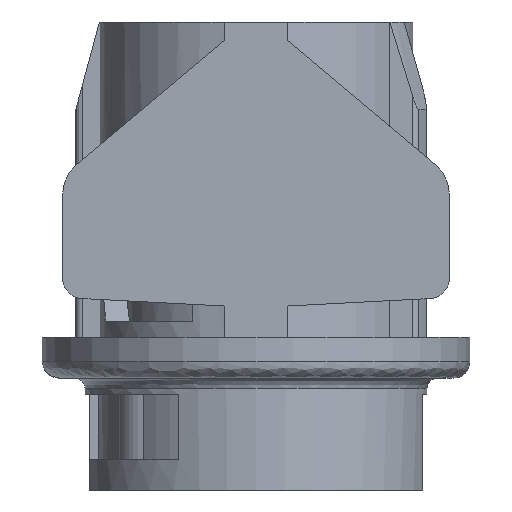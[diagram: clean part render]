
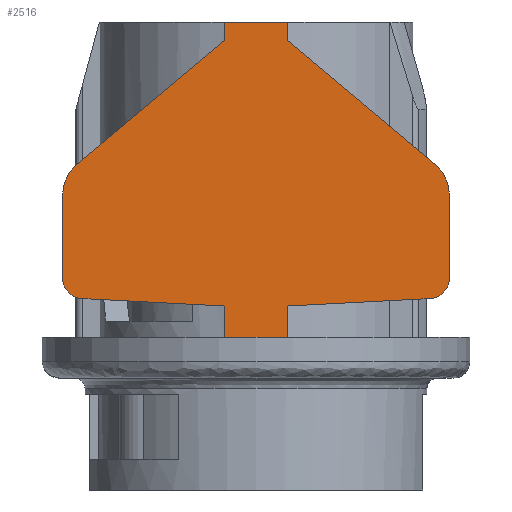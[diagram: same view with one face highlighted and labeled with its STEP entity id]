
A CAD part, front view. The second image highlights one B-rep face of the part: STEP entity #2516.
In plain terms, the highlighted planar face has unit normal (0, -1, 0).
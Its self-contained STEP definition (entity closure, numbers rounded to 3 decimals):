
#2285=FACE_OUTER_BOUND('',#3233,.T.);
#2516=ADVANCED_FACE('12-0-14',(#2285),#2726,.T.);
#2726=PLANE('',#7061);
#3233=EDGE_LOOP('',(#4975,#4976,#4977,#4978,#4979,#4980,#4981,#4982,#4983,
#4984,#4985,#4986,#4987,#4988,#4989,#4990));
#3617=LINE('',#10005,#4000);
#3624=LINE('',#10023,#4007);
#3651=LINE('',#10127,#4034);
#3681=LINE('',#10291,#4064);
#3683=LINE('',#10297,#4066);
#3686=LINE('',#10305,#4069);
#3688=LINE('',#10309,#4071);
#3690=LINE('',#10312,#4073);
#3691=LINE('',#10314,#4074);
#3692=LINE('',#10317,#4075);
#3693=LINE('',#10318,#4076);
#3694=LINE('',#10319,#4077);
#4000=VECTOR('',#7954,1.);
#4007=VECTOR('',#7971,1.);
#4034=VECTOR('',#8064,1.);
#4064=VECTOR('',#8168,1.);
#4066=VECTOR('',#8176,1.);
#4069=VECTOR('',#8185,1.);
#4071=VECTOR('',#8189,1.);
#4073=VECTOR('',#8191,1.);
#4074=VECTOR('',#8194,1.);
#4075=VECTOR('',#8195,1.);
#4076=VECTOR('',#8196,1.);
#4077=VECTOR('',#8197,1.);
#4975=ORIENTED_EDGE('',*,*,#6352,.T.);
#4976=ORIENTED_EDGE('',*,*,#6353,.F.);
#4977=ORIENTED_EDGE('',*,*,#6349,.T.);
#4978=ORIENTED_EDGE('',*,*,#6340,.F.);
#4979=ORIENTED_EDGE('',*,*,#6341,.F.);
#4980=ORIENTED_EDGE('',*,*,#6343,.F.);
#4981=ORIENTED_EDGE('',*,*,#6345,.F.);
#4982=ORIENTED_EDGE('',*,*,#6347,.F.);
#4983=ORIENTED_EDGE('',*,*,#6351,.T.);
#4984=ORIENTED_EDGE('',*,*,#6283,.F.);
#4985=ORIENTED_EDGE('',*,*,#6354,.T.);
#4986=ORIENTED_EDGE('',*,*,#6233,.F.);
#4987=ORIENTED_EDGE('',*,*,#6220,.F.);
#4988=ORIENTED_EDGE('',*,*,#6224,.F.);
#4989=ORIENTED_EDGE('',*,*,#6227,.F.);
#4990=ORIENTED_EDGE('',*,*,#6355,.F.);
#5674=VERTEX_POINT('',#9997);
#5675=VERTEX_POINT('',#9998);
#5678=VERTEX_POINT('',#10006);
#5680=VERTEX_POINT('',#10012);
#5684=VERTEX_POINT('',#10024);
#5721=VERTEX_POINT('',#10126);
#5722=VERTEX_POINT('',#10128);
#5758=VERTEX_POINT('',#10288);
#5759=VERTEX_POINT('',#10290);
#5760=VERTEX_POINT('',#10294);
#5761=VERTEX_POINT('',#10298);
#5762=VERTEX_POINT('',#10302);
#5763=VERTEX_POINT('',#10306);
#5764=VERTEX_POINT('',#10310);
#5765=VERTEX_POINT('',#10315);
#5766=VERTEX_POINT('',#10316);
#6220=EDGE_CURVE('',#5674,#5675,#6606,.T.);
#6224=EDGE_CURVE('',#5678,#5674,#3617,.T.);
#6227=EDGE_CURVE('',#5680,#5678,#6608,.T.);
#6233=EDGE_CURVE('',#5675,#5684,#3624,.T.);
#6283=EDGE_CURVE('',#5721,#5722,#3651,.T.);
#6340=EDGE_CURVE('',#5759,#5758,#3681,.T.);
#6341=EDGE_CURVE('',#5760,#5759,#6646,.T.);
#6343=EDGE_CURVE('',#5761,#5760,#3683,.T.);
#6345=EDGE_CURVE('',#5762,#5761,#6647,.T.);
#6347=EDGE_CURVE('',#5763,#5762,#3686,.T.);
#6349=EDGE_CURVE('',#5764,#5758,#3688,.T.);
#6351=EDGE_CURVE('',#5763,#5722,#3690,.T.);
#6352=EDGE_CURVE('',#5765,#5766,#3691,.T.);
#6353=EDGE_CURVE('',#5764,#5766,#3692,.T.);
#6354=EDGE_CURVE('',#5721,#5684,#3693,.T.);
#6355=EDGE_CURVE('',#5765,#5680,#3694,.T.);
#6606=CIRCLE('',#6975,2.);
#6608=CIRCLE('',#6979,1.);
#6646=CIRCLE('',#7054,1.);
#6647=CIRCLE('',#7057,2.);
#6975=AXIS2_PLACEMENT_3D('',#9996,#7946,#7947);
#6979=AXIS2_PLACEMENT_3D('',#10011,#7959,#7960);
#7054=AXIS2_PLACEMENT_3D('',#10293,#8171,#8172);
#7057=AXIS2_PLACEMENT_3D('',#10301,#8180,#8181);
#7061=AXIS2_PLACEMENT_3D('',#10320,#8198,#8199);
#7946=DIRECTION('',(0.,1.,0.));
#7947=DIRECTION('',(-1.,0.,0.));
#7954=DIRECTION('',(0.,0.,1.));
#7959=DIRECTION('',(0.,1.,0.));
#7960=DIRECTION('',(-0.052,0.,-0.999));
#7971=DIRECTION('',(0.766,0.,0.643));
#8064=DIRECTION('',(1.,0.,0.));
#8168=DIRECTION('',(-0.999,0.,-0.052));
#8171=DIRECTION('',(0.,1.,0.));
#8172=DIRECTION('',(1.,0.,0.));
#8176=DIRECTION('',(0.,0.,-1.));
#8180=DIRECTION('',(0.,1.,0.));
#8181=DIRECTION('',(0.643,0.,0.766));
#8185=DIRECTION('',(0.766,0.,-0.643));
#8189=DIRECTION('',(0.,0.,1.));
#8191=DIRECTION('',(0.,0.,1.));
#8194=DIRECTION('',(0.,0.,-1.));
#8195=DIRECTION('',(-1.,0.,0.));
#8196=DIRECTION('',(0.,0.,-1.));
#8197=DIRECTION('',(-0.999,0.,0.052));
#8198=DIRECTION('',(0.,-1.,0.));
#8199=DIRECTION('',(0.,0.,1.));
#9996=CARTESIAN_POINT('',(-7.5,-8.85,2.997));
#9997=CARTESIAN_POINT('',(-9.5,-8.85,2.997));
#9998=CARTESIAN_POINT('',(-8.786,-8.85,4.529));
#10005=CARTESIAN_POINT('',(-9.5,-8.85,-1.092));
#10006=CARTESIAN_POINT('',(-9.5,-8.85,-1.092));
#10011=CARTESIAN_POINT('',(-8.5,-8.85,-1.092));
#10012=CARTESIAN_POINT('',(-8.552,-8.85,-2.091));
#10023=CARTESIAN_POINT('',(-8.786,-8.85,4.529));
#10024=CARTESIAN_POINT('',(-1.55,-8.85,10.6));
#10126=CARTESIAN_POINT('',(-1.55,-8.85,11.5));
#10127=CARTESIAN_POINT('',(-1.55,-8.85,11.5));
#10128=CARTESIAN_POINT('',(1.55,-8.85,11.5));
#10288=CARTESIAN_POINT('',(1.55,-8.85,-2.458));
#10290=CARTESIAN_POINT('',(8.552,-8.85,-2.091));
#10291=CARTESIAN_POINT('',(8.552,-8.85,-2.091));
#10293=CARTESIAN_POINT('',(8.5,-8.85,-1.092));
#10294=CARTESIAN_POINT('',(9.5,-8.85,-1.092));
#10297=CARTESIAN_POINT('',(9.5,-8.85,2.997));
#10298=CARTESIAN_POINT('',(9.5,-8.85,2.997));
#10301=CARTESIAN_POINT('',(7.5,-8.85,2.997));
#10302=CARTESIAN_POINT('',(8.786,-8.85,4.529));
#10305=CARTESIAN_POINT('',(1.55,-8.85,10.6));
#10306=CARTESIAN_POINT('',(1.55,-8.85,10.6));
#10309=CARTESIAN_POINT('',(1.55,-8.85,-4.));
#10310=CARTESIAN_POINT('',(1.55,-8.85,-4.));
#10312=CARTESIAN_POINT('',(1.55,-8.85,10.6));
#10314=CARTESIAN_POINT('',(-1.55,-8.85,-2.458));
#10315=CARTESIAN_POINT('',(-1.55,-8.85,-2.458));
#10316=CARTESIAN_POINT('',(-1.55,-8.85,-4.));
#10317=CARTESIAN_POINT('',(1.55,-8.85,-4.));
#10318=CARTESIAN_POINT('',(-1.55,-8.85,11.5));
#10319=CARTESIAN_POINT('',(-1.55,-8.85,-2.458));
#10320=CARTESIAN_POINT('',(10.55,-8.85,-4.1));
